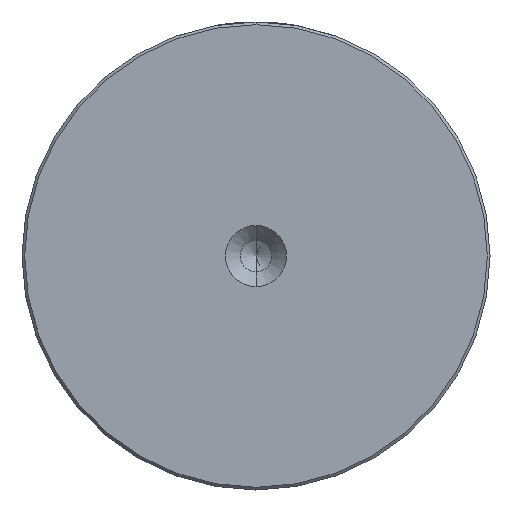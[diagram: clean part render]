
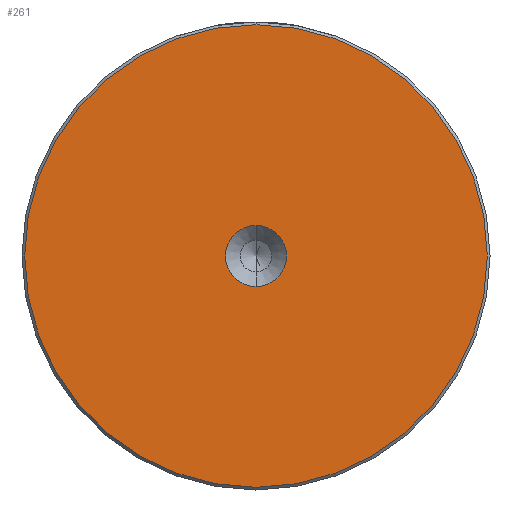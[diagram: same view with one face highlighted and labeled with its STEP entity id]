
A CAD part, left-side view. The second image highlights one B-rep face of the part: STEP entity #261.
In plain terms, the highlighted planar face has unit normal (-1, 0, 0).
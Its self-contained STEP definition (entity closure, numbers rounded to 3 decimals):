
#49 = CIRCLE ( 'NONE', #187, 5.6 ) ;
#66 = VERTEX_POINT ( 'NONE', #155 ) ;
#117 = CIRCLE ( 'NONE', #2362, 42.5 ) ;
#155 = CARTESIAN_POINT ( 'NONE',  ( 0., 0., 42.5 ) ) ;
#186 = FACE_BOUND ( 'NONE', #702, .T. ) ;
#187 = AXIS2_PLACEMENT_3D ( 'NONE', #1883, #1875, #1868 ) ;
#203 = EDGE_CURVE ( 'NONE', #1475, #66, #117, .T. ) ;
#236 = EDGE_CURVE ( 'NONE', #1817, #605, #49, .T. ) ;
#261 = ADVANCED_FACE ( 'NONE', ( #993, #186 ), #2092, .T. ) ;
#524 = CARTESIAN_POINT ( 'NONE',  ( 0., 0., 0. ) ) ;
#588 = DIRECTION ( 'NONE',  ( -1., 0., 0. ) ) ;
#605 = VERTEX_POINT ( 'NONE', #1348 ) ;
#702 = EDGE_LOOP ( 'NONE', ( #1876, #975 ) ) ;
#725 = DIRECTION ( 'NONE',  ( 0., 0., 1. ) ) ;
#848 = AXIS2_PLACEMENT_3D ( 'NONE', #524, #1903, #725 ) ;
#939 = CARTESIAN_POINT ( 'NONE',  ( 0., 0., -5.6 ) ) ;
#975 = ORIENTED_EDGE ( 'NONE', *, *, #236, .F. ) ;
#993 = FACE_OUTER_BOUND ( 'NONE', #1166, .T. ) ;
#996 = ORIENTED_EDGE ( 'NONE', *, *, #203, .T. ) ;
#1111 = AXIS2_PLACEMENT_3D ( 'NONE', #1677, #1768, #1577 ) ;
#1166 = EDGE_LOOP ( 'NONE', ( #996, #2013 ) ) ;
#1261 = EDGE_CURVE ( 'NONE', #605, #1817, #1959, .T. ) ;
#1348 = CARTESIAN_POINT ( 'NONE',  ( 0., 0., 5.6 ) ) ;
#1416 = EDGE_CURVE ( 'NONE', #66, #1475, #2228, .T. ) ;
#1475 = VERTEX_POINT ( 'NONE', #1990 ) ;
#1577 = DIRECTION ( 'NONE',  ( 0., 0., 1. ) ) ;
#1677 = CARTESIAN_POINT ( 'NONE',  ( 0., 0., 0. ) ) ;
#1757 = CARTESIAN_POINT ( 'NONE',  ( 0., 0., 0. ) ) ;
#1768 = DIRECTION ( 'NONE',  ( -1., 0., 0. ) ) ;
#1817 = VERTEX_POINT ( 'NONE', #939 ) ;
#1868 = DIRECTION ( 'NONE',  ( 0., 0., 1. ) ) ;
#1875 = DIRECTION ( 'NONE',  ( -1., 0., 0. ) ) ;
#1876 = ORIENTED_EDGE ( 'NONE', *, *, #1261, .F. ) ;
#1883 = CARTESIAN_POINT ( 'NONE',  ( 0., 0., 0. ) ) ;
#1903 = DIRECTION ( 'NONE',  ( -1., 0., 0. ) ) ;
#1959 = CIRCLE ( 'NONE', #848, 5.6 ) ;
#1961 = DIRECTION ( 'NONE',  ( 0., 0., 1. ) ) ;
#1990 = CARTESIAN_POINT ( 'NONE',  ( 0., 0., -42.5 ) ) ;
#2013 = ORIENTED_EDGE ( 'NONE', *, *, #1416, .T. ) ;
#2044 = AXIS2_PLACEMENT_3D ( 'NONE', #1757, #588, #1961 ) ;
#2092 = PLANE ( 'NONE',  #1111 ) ;
#2228 = CIRCLE ( 'NONE', #2044, 42.5 ) ;
#2362 = AXIS2_PLACEMENT_3D ( 'NONE', #2505, #2496, #2485 ) ;
#2485 = DIRECTION ( 'NONE',  ( 0., 0., 1. ) ) ;
#2496 = DIRECTION ( 'NONE',  ( -1., 0., 0. ) ) ;
#2505 = CARTESIAN_POINT ( 'NONE',  ( 0., 0., 0. ) ) ;
